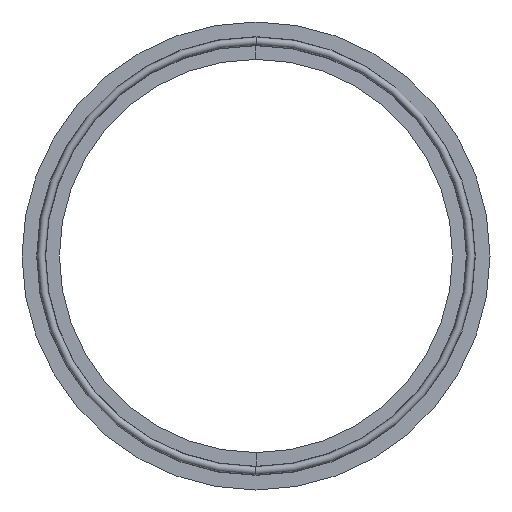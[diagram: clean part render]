
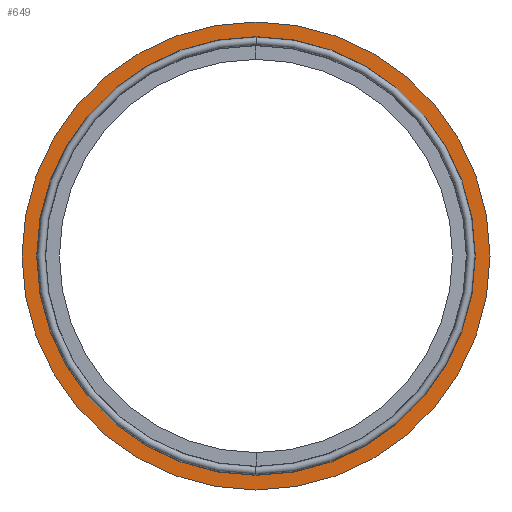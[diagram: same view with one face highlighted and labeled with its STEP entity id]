
A CAD part, left-side view. The second image highlights one B-rep face of the part: STEP entity #649.
In plain terms, the highlighted planar face has unit normal (-1, 0, 0).
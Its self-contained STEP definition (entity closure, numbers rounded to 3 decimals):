
#10 = AXIS2_PLACEMENT_3D ( 'NONE', #373, #224, #859 ) ;
#22 = CARTESIAN_POINT ( 'NONE',  ( -0.9, 0., 68.6 ) ) ;
#34 = DIRECTION ( 'NONE',  ( 0., 0., -1. ) ) ;
#48 = CIRCLE ( 'NONE', #466, 68.6 ) ;
#49 = CIRCLE ( 'NONE', #10, 68.6 ) ;
#55 = EDGE_CURVE ( 'NONE', #396, #793, #646, .T. ) ;
#61 = CARTESIAN_POINT ( 'NONE',  ( -0.9, 0., -73.2 ) ) ;
#92 = FACE_BOUND ( 'NONE', #107, .T. ) ;
#93 = DIRECTION ( 'NONE',  ( 0., 0., -1. ) ) ;
#107 = EDGE_LOOP ( 'NONE', ( #507, #613 ) ) ;
#161 = CARTESIAN_POINT ( 'NONE',  ( -0.9, 0., 0. ) ) ;
#190 = EDGE_CURVE ( 'NONE', #682, #381, #48, .T. ) ;
#202 = AXIS2_PLACEMENT_3D ( 'NONE', #864, #592, #34 ) ;
#219 = AXIS2_PLACEMENT_3D ( 'NONE', #882, #472, #588 ) ;
#224 = DIRECTION ( 'NONE',  ( 1., 0., 0. ) ) ;
#340 = DIRECTION ( 'NONE',  ( -1., 0., 0. ) ) ;
#373 = CARTESIAN_POINT ( 'NONE',  ( -0.9, 0., 0. ) ) ;
#381 = VERTEX_POINT ( 'NONE', #22 ) ;
#396 = VERTEX_POINT ( 'NONE', #491 ) ;
#404 = FACE_OUTER_BOUND ( 'NONE', #553, .T. ) ;
#431 = ORIENTED_EDGE ( 'NONE', *, *, #55, .T. ) ;
#435 = DIRECTION ( 'NONE',  ( 1., 0., 0. ) ) ;
#466 = AXIS2_PLACEMENT_3D ( 'NONE', #161, #435, #93 ) ;
#472 = DIRECTION ( 'NONE',  ( -1., 0., 0. ) ) ;
#482 = CARTESIAN_POINT ( 'NONE',  ( -0.9, 0., 0. ) ) ;
#491 = CARTESIAN_POINT ( 'NONE',  ( -0.9, 0., 73.2 ) ) ;
#507 = ORIENTED_EDGE ( 'NONE', *, *, #190, .T. ) ;
#553 = EDGE_LOOP ( 'NONE', ( #431, #803 ) ) ;
#588 = DIRECTION ( 'NONE',  ( 0., 0., 1. ) ) ;
#592 = DIRECTION ( 'NONE',  ( 1., 0., 0. ) ) ;
#613 = ORIENTED_EDGE ( 'NONE', *, *, #627, .T. ) ;
#627 = EDGE_CURVE ( 'NONE', #381, #682, #49, .T. ) ;
#646 = CIRCLE ( 'NONE', #662, 73.2 ) ;
#649 = ADVANCED_FACE ( 'NONE', ( #92, #404 ), #738, .F. ) ;
#662 = AXIS2_PLACEMENT_3D ( 'NONE', #482, #340, #752 ) ;
#670 = CARTESIAN_POINT ( 'NONE',  ( -0.9, 0., -68.6 ) ) ;
#682 = VERTEX_POINT ( 'NONE', #670 ) ;
#704 = EDGE_CURVE ( 'NONE', #793, #396, #873, .T. ) ;
#738 = PLANE ( 'NONE',  #202 ) ;
#752 = DIRECTION ( 'NONE',  ( 0., 0., 1. ) ) ;
#793 = VERTEX_POINT ( 'NONE', #61 ) ;
#803 = ORIENTED_EDGE ( 'NONE', *, *, #704, .T. ) ;
#859 = DIRECTION ( 'NONE',  ( 0., 0., -1. ) ) ;
#864 = CARTESIAN_POINT ( 'NONE',  ( -0.9, 68.4, 0. ) ) ;
#873 = CIRCLE ( 'NONE', #219, 73.2 ) ;
#882 = CARTESIAN_POINT ( 'NONE',  ( -0.9, 0., 0. ) ) ;
